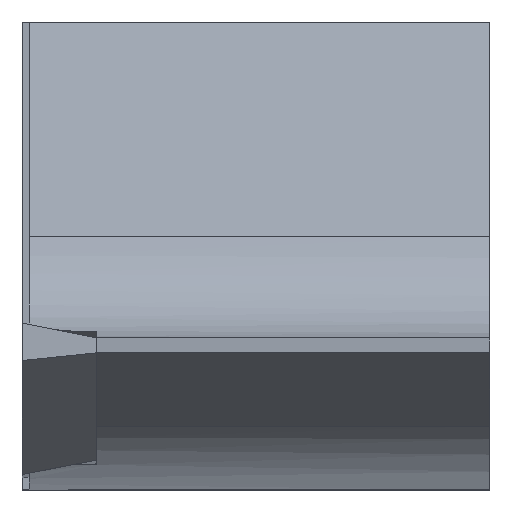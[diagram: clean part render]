
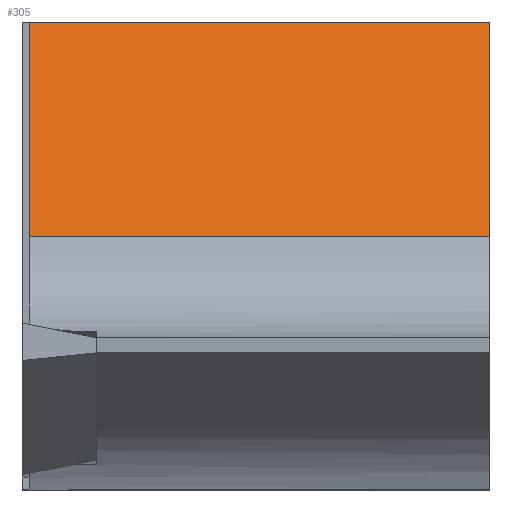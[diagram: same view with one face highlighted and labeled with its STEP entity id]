
A CAD part, left-side view. The second image highlights one B-rep face of the part: STEP entity #305.
In plain terms, the highlighted planar face has unit normal (-0.966, 0, 0.259).
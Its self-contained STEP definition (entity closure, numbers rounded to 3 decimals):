
#180 = VERTEX_POINT ( 'NONE', #1731 ) ;
#233 = EDGE_CURVE ( 'NONE', #2396, #180, #2466, .T. ) ;
#271 = VERTEX_POINT ( 'NONE', #1875 ) ;
#305 = ADVANCED_FACE ( 'NONE', ( #785 ), #1737, .F. ) ;
#348 = AXIS2_PLACEMENT_3D ( 'NONE', #1769, #1657, #1656 ) ;
#588 = CARTESIAN_POINT ( 'NONE',  ( -110.415, -20., 0. ) ) ;
#767 = VERTEX_POINT ( 'NONE', #2251 ) ;
#785 = FACE_OUTER_BOUND ( 'NONE', #1701, .T. ) ;
#841 = VECTOR ( 'NONE', #1297, 1000. ) ;
#1026 = VECTOR ( 'NONE', #1471, 1000. ) ;
#1169 = ORIENTED_EDGE ( 'NONE', *, *, #233, .F. ) ;
#1196 = EDGE_CURVE ( 'NONE', #271, #180, #1449, .T. ) ;
#1297 = DIRECTION ( 'NONE',  ( 0.259, 0., 0.966 ) ) ;
#1308 = CARTESIAN_POINT ( 'NONE',  ( -112.867, -0.3, -9.15 ) ) ;
#1368 = LINE ( 'NONE', #1308, #841 ) ;
#1428 = VECTOR ( 'NONE', #1920, 1000. ) ;
#1449 = LINE ( 'NONE', #1666, #2429 ) ;
#1450 = CARTESIAN_POINT ( 'NONE',  ( -110.415, -20., 0. ) ) ;
#1464 = EDGE_CURVE ( 'NONE', #2396, #767, #1592, .T. ) ;
#1471 = DIRECTION ( 'NONE',  ( 0., 1., 0. ) ) ;
#1592 = LINE ( 'NONE', #1450, #1026 ) ;
#1633 = EDGE_CURVE ( 'NONE', #271, #767, #1368, .T. ) ;
#1656 = DIRECTION ( 'NONE',  ( -0.259, 0., -0.966 ) ) ;
#1657 = DIRECTION ( 'NONE',  ( 0.966, 0., -0.259 ) ) ;
#1663 = DIRECTION ( 'NONE',  ( 0., -1., 0. ) ) ;
#1666 = CARTESIAN_POINT ( 'NONE',  ( -112.867, 160.2, -9.15 ) ) ;
#1701 = EDGE_LOOP ( 'NONE', ( #1815, #2009, #1169, #2379 ) ) ;
#1731 = CARTESIAN_POINT ( 'NONE',  ( -112.867, -20., -9.15 ) ) ;
#1737 = PLANE ( 'NONE',  #348 ) ;
#1769 = CARTESIAN_POINT ( 'NONE',  ( -112.867, 160.2, -9.15 ) ) ;
#1815 = ORIENTED_EDGE ( 'NONE', *, *, #1633, .F. ) ;
#1875 = CARTESIAN_POINT ( 'NONE',  ( -112.867, -0.3, -9.15 ) ) ;
#1918 = CARTESIAN_POINT ( 'NONE',  ( -103.019, -20., 27.604 ) ) ;
#1920 = DIRECTION ( 'NONE',  ( -0.259, 0., -0.966 ) ) ;
#2009 = ORIENTED_EDGE ( 'NONE', *, *, #1196, .T. ) ;
#2251 = CARTESIAN_POINT ( 'NONE',  ( -110.415, -0.3, 0. ) ) ;
#2379 = ORIENTED_EDGE ( 'NONE', *, *, #1464, .T. ) ;
#2396 = VERTEX_POINT ( 'NONE', #588 ) ;
#2429 = VECTOR ( 'NONE', #1663, 1000. ) ;
#2466 = LINE ( 'NONE', #1918, #1428 ) ;
